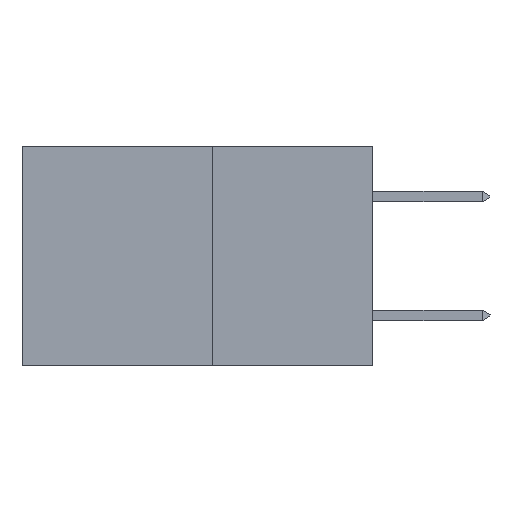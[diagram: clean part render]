
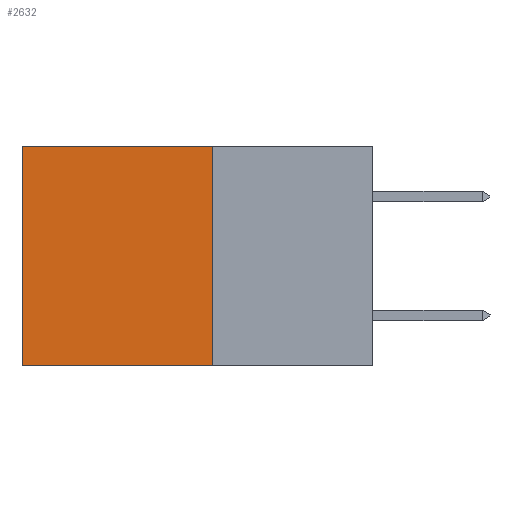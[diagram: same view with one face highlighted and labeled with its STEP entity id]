
A CAD part, left-side view. The second image highlights one B-rep face of the part: STEP entity #2632.
In plain terms, the highlighted planar face has unit normal (-1, 0, 0).
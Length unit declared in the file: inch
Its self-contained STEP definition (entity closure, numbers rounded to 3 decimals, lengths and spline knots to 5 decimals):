
#11 = ORIENTED_EDGE ( 'NONE', *, *, #2181, .F. ) ;
#908 = DIRECTION ( 'NONE',  ( 0., 0., -1. ) ) ;
#1105 = LINE ( 'NONE', #22744, #14498 ) ;
#2181 = EDGE_CURVE ( 'NONE', #19972, #5670, #3123, .T. ) ;
#2276 = EDGE_LOOP ( 'NONE', ( #17684, #12390, #11, #3222 ) ) ;
#2507 = EDGE_CURVE ( 'NONE', #5849, #14508, #1105, .T. ) ;
#2550 = VECTOR ( 'NONE', #19805, 39.37008 ) ;
#2632 = ADVANCED_FACE ( 'NONE', ( #17060 ), #23059, .F. ) ;
#3069 = DIRECTION ( 'NONE',  ( 1., 0., 0. ) ) ;
#3123 = LINE ( 'NONE', #8896, #2550 ) ;
#3222 = ORIENTED_EDGE ( 'NONE', *, *, #14873, .T. ) ;
#4632 = DIRECTION ( 'NONE',  ( 0., 1., 0. ) ) ;
#5440 = VECTOR ( 'NONE', #19880, 39.37008 ) ;
#5670 = VERTEX_POINT ( 'NONE', #10403 ) ;
#5849 = VERTEX_POINT ( 'NONE', #19941 ) ;
#7528 = EDGE_CURVE ( 'NONE', #5670, #14508, #18483, .T. ) ;
#8820 = VECTOR ( 'NONE', #4632, 39.37008 ) ;
#8896 = CARTESIAN_POINT ( 'NONE',  ( 0.277, 0.27, -0.37 ) ) ;
#10176 = CARTESIAN_POINT ( 'NONE',  ( 0.277, 0.27, -0.37 ) ) ;
#10334 = CARTESIAN_POINT ( 'NONE',  ( 0.277, 0.27, -0.37 ) ) ;
#10403 = CARTESIAN_POINT ( 'NONE',  ( 0.277, 0.27, -0.37 ) ) ;
#12390 = ORIENTED_EDGE ( 'NONE', *, *, #7528, .F. ) ;
#14498 = VECTOR ( 'NONE', #908, 39.37008 ) ;
#14508 = VERTEX_POINT ( 'NONE', #17095 ) ;
#14873 = EDGE_CURVE ( 'NONE', #19972, #5849, #20006, .T. ) ;
#15804 = DIRECTION ( 'NONE',  ( 0., 0., -1. ) ) ;
#17060 = FACE_OUTER_BOUND ( 'NONE', #2276, .T. ) ;
#17095 = CARTESIAN_POINT ( 'NONE',  ( 0.277, 0.59, -0.37 ) ) ;
#17684 = ORIENTED_EDGE ( 'NONE', *, *, #2507, .T. ) ;
#18016 = CARTESIAN_POINT ( 'NONE',  ( 0.277, 0.27, 0. ) ) ;
#18483 = LINE ( 'NONE', #10176, #8820 ) ;
#19805 = DIRECTION ( 'NONE',  ( 0., 0., -1. ) ) ;
#19880 = DIRECTION ( 'NONE',  ( 0., 1., 0. ) ) ;
#19941 = CARTESIAN_POINT ( 'NONE',  ( 0.277, 0.59, 0. ) ) ;
#19972 = VERTEX_POINT ( 'NONE', #21207 ) ;
#20006 = LINE ( 'NONE', #18016, #5440 ) ;
#21207 = CARTESIAN_POINT ( 'NONE',  ( 0.277, 0.27, 0. ) ) ;
#22744 = CARTESIAN_POINT ( 'NONE',  ( 0.277, 0.59, -0.37 ) ) ;
#23059 = PLANE ( 'NONE',  #23443 ) ;
#23443 = AXIS2_PLACEMENT_3D ( 'NONE', #10334, #3069, #15804 ) ;
